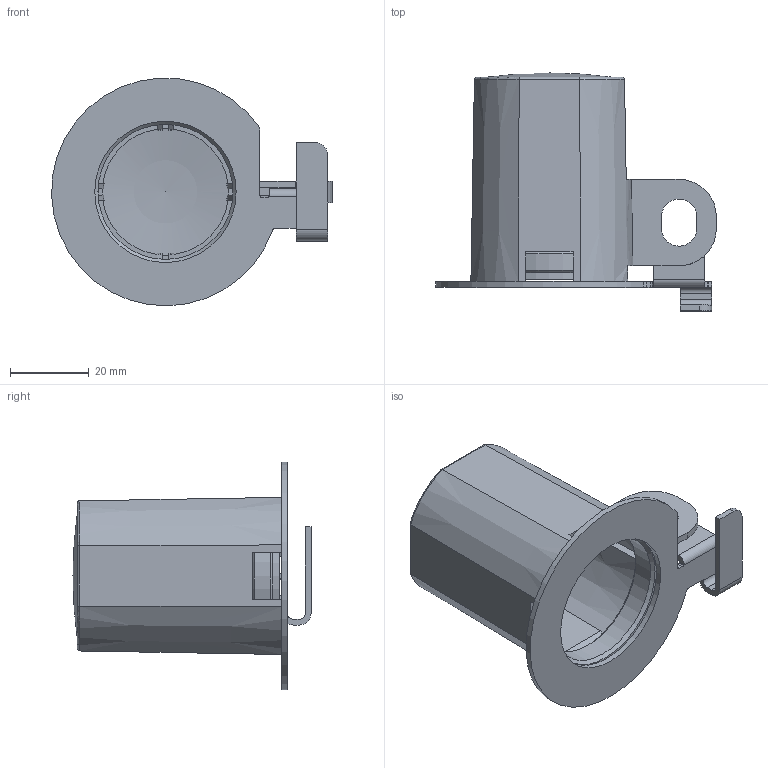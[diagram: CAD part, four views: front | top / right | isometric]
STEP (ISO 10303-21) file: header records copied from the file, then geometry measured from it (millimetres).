
FILE_DESCRIPTION(/* description */ ('STEP AP214'),/* implementation_level */ '2;1');
FILE_NAME(/* name */ '193783_LRVS-D-MAXI',/* time_stamp */ '2024-09-05T01:20:36+02:00',/* author */ ('License CC BY-ND 4.0'),/* organization */ ('CADENAS'),/* preprocessor_version */ 'ST-DEVELOPER v19.3',/* originating_system */ 'PARTsolutions',/* authorisation */ ' ');
FILE_SCHEMA (('AUTOMOTIVE_DESIGN {1 0 10303 214 3 1 1}'));
Length unit declared in the file: millimetre
Products named in the file (4): 193783 LRVS-D-MAXI; 398004 LRVS-D-MINI_k; 398011 LRVS-D-MINI M36x1.5; 398008 LRVS-D-MAXI_b
Assembly tree (3 placements, depth 2):
  193783 LRVS-D-MAXI
    398004 LRVS-D-MINI_k
    398011 LRVS-D-MINI M36x1.5
    398008 LRVS-D-MAXI_b
Bounding box: 71.48 x 60.6 x 57.94 mm (x, y, z)
Volume: 20689.9 mm3; surface area: 23657.6 mm2
Topology: 3 solids, 3 shells, 177 faces, 488 edges, 320 vertices
Faces by surface type: plane 95, cylinder 39, cone 37, torus 4, sphere 2
Full cylindrical faces by diameter (mm): 34.376 x1, 36 x1, 38.5 x1, 39.8 x1
Entity records: 5763 total; most frequent: CARTESIAN_POINT 1176, ORIENTED_EDGE 948, DIRECTION 929, EDGE_CURVE 474, AXIS2_PLACEMENT_3D 342, VERTEX_POINT 317, LINE 245, VECTOR 245
